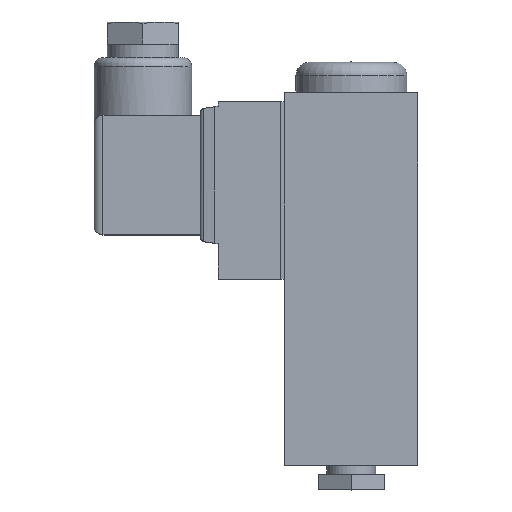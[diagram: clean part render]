
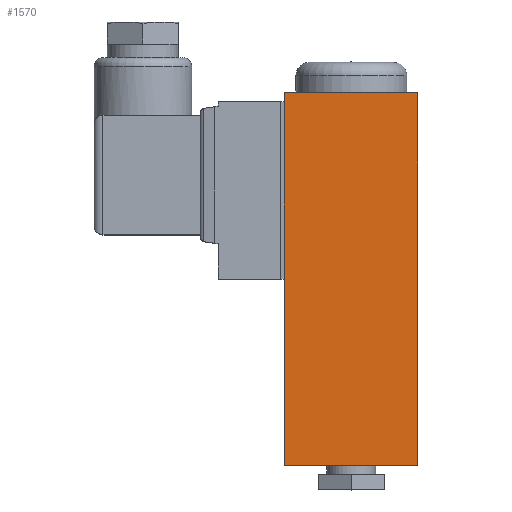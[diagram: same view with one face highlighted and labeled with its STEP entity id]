
A CAD part, top view. The second image highlights one B-rep face of the part: STEP entity #1570.
In plain terms, the highlighted planar face has unit normal (0, 0, 1).
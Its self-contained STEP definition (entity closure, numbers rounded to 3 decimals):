
#252=ORIENTED_EDGE('',*,*,#653,.T.);
#253=ORIENTED_EDGE('',*,*,#683,.T.);
#254=ORIENTED_EDGE('',*,*,#651,.T.);
#255=ORIENTED_EDGE('',*,*,#684,.T.);
#256=ORIENTED_EDGE('',*,*,#685,.T.);
#257=ORIENTED_EDGE('',*,*,#686,.T.);
#258=ORIENTED_EDGE('',*,*,#687,.T.);
#259=ORIENTED_EDGE('',*,*,#688,.T.);
#651=EDGE_CURVE('',#849,#859,#992,.T.);
#653=EDGE_CURVE('',#862,#860,#994,.T.);
#683=EDGE_CURVE('',#860,#849,#1017,.T.);
#684=EDGE_CURVE('',#859,#888,#1018,.T.);
#685=EDGE_CURVE('',#888,#889,#1019,.T.);
#686=EDGE_CURVE('',#889,#890,#1020,.T.);
#687=EDGE_CURVE('',#890,#891,#1021,.T.);
#688=EDGE_CURVE('',#891,#862,#1022,.T.);
#849=VERTEX_POINT('',#2459);
#859=VERTEX_POINT('',#2479);
#860=VERTEX_POINT('',#2483);
#862=VERTEX_POINT('',#2486);
#888=VERTEX_POINT('',#2557);
#889=VERTEX_POINT('',#2559);
#890=VERTEX_POINT('',#2561);
#891=VERTEX_POINT('',#2563);
#992=LINE('',#2480,#1130);
#994=LINE('',#2485,#1132);
#1017=LINE('',#2555,#1155);
#1018=LINE('',#2556,#1156);
#1019=LINE('',#2558,#1157);
#1020=LINE('',#2560,#1158);
#1021=LINE('',#2562,#1159);
#1022=LINE('',#2564,#1160);
#1130=VECTOR('',#1938,1000.);
#1132=VECTOR('',#1942,1000.);
#1155=VECTOR('',#1983,1000.);
#1156=VECTOR('',#1984,1000.);
#1157=VECTOR('',#1985,1000.);
#1158=VECTOR('',#1986,1000.);
#1159=VECTOR('',#1987,1000.);
#1160=VECTOR('',#1988,1000.);
#1244=EDGE_LOOP('',(#252,#253,#254,#255,#256,#257,#258,#259));
#1376=FACE_BOUND('',#1244,.T.);
#1499=PLANE('',#1708);
#1570=ADVANCED_FACE('',(#1376),#1499,.T.);
#1708=AXIS2_PLACEMENT_3D('',#2554,#1981,#1982);
#1938=DIRECTION('',(1.,0.,0.));
#1942=DIRECTION('',(-1.,0.,0.));
#1981=DIRECTION('',(0.,0.,1.));
#1982=DIRECTION('',(1.,0.,0.));
#1983=DIRECTION('',(0.,-1.,0.));
#1984=DIRECTION('',(0.,-1.,0.));
#1985=DIRECTION('',(1.,0.,0.));
#1986=DIRECTION('',(0.,1.,0.));
#1987=DIRECTION('',(-1.,0.,0.));
#1988=DIRECTION('',(0.,-1.,0.));
#2459=CARTESIAN_POINT('',(-0.1,42.,15.));
#2479=CARTESIAN_POINT('',(0.,42.,15.));
#2480=CARTESIAN_POINT('',(-15.,42.,15.));
#2483=CARTESIAN_POINT('',(-0.1,82.,15.));
#2485=CARTESIAN_POINT('',(0.,82.,15.));
#2486=CARTESIAN_POINT('',(0.,82.,15.));
#2554=CARTESIAN_POINT('',(-41.,54.,15.));
#2555=CARTESIAN_POINT('',(-0.1,54.,15.));
#2556=CARTESIAN_POINT('',(0.,42.,15.));
#2557=CARTESIAN_POINT('',(0.,0.,15.));
#2558=CARTESIAN_POINT('',(0.,0.,15.));
#2559=CARTESIAN_POINT('',(30.,0.,15.));
#2560=CARTESIAN_POINT('',(30.,0.,15.));
#2561=CARTESIAN_POINT('',(30.,84.,15.));
#2562=CARTESIAN_POINT('',(30.,84.,15.));
#2563=CARTESIAN_POINT('',(0.,84.,15.));
#2564=CARTESIAN_POINT('',(0.,84.,15.));
